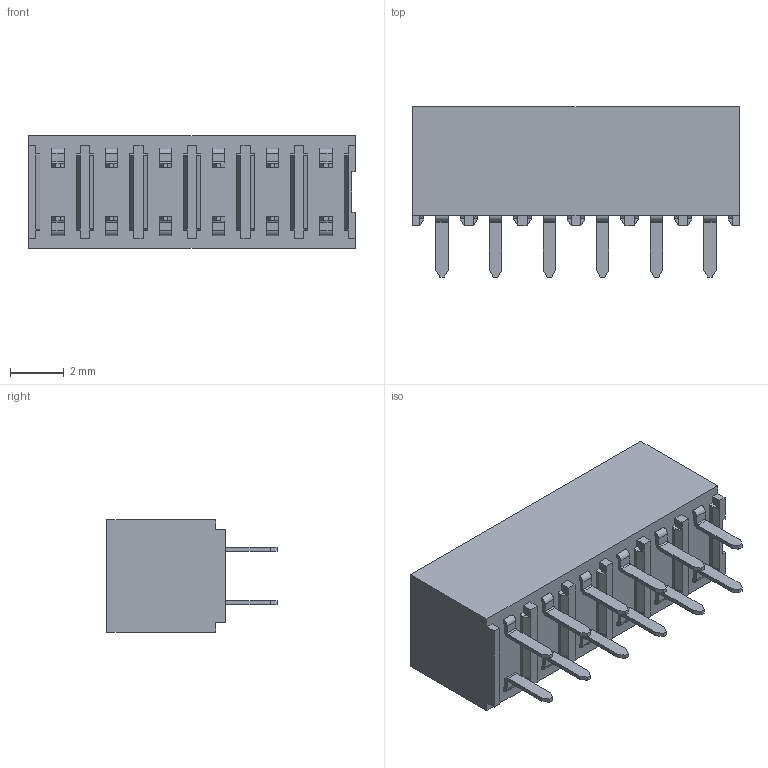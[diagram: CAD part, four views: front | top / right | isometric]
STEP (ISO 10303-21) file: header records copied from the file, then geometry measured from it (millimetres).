
FILE_DESCRIPTION((''),'2;1');
FILE_NAME('791077205','2013-09-26T',('me'),(''),'PRO/ENGINEER BY PARAMETRIC TECHNOLOGY CORPORATION, 2011490','PRO/ENGINEER BY PARAMETRIC TECHNOLOGY CORPORATION, 2011490','');
FILE_SCHEMA(('CONFIG_CONTROL_DESIGN'));
Length unit declared in the file: millimetre
Products named in the file (1): 791077205
Bounding box: 12.19 x 6.35 x 4.19 mm (x, y, z)
Volume: 173.9 mm3; surface area: 576.7 mm2
Topology: 1 solids, 1 shells, 752 faces, 1977 edges, 1294 vertices
Faces by surface type: plane 656, cylinder 96
Entity records: 22788 total; most frequent: CARTESIAN_POINT 4000, ORIENTED_EDGE 3906, DIRECTION 3699, EDGE_CURVE 1953, VECTOR 1761, LINE 1761, VERTEX_POINT 1270, AXIS2_PLACEMENT_3D 969
